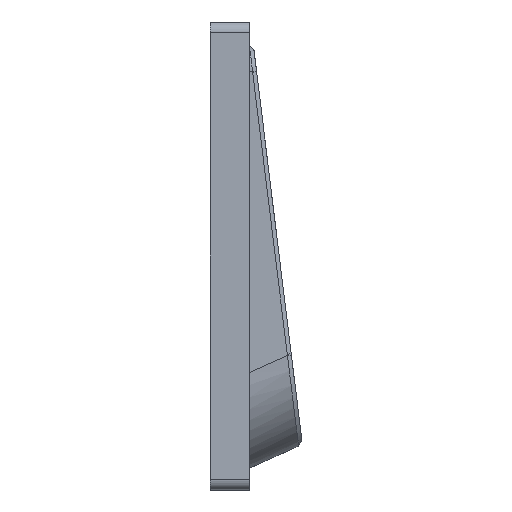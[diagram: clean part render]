
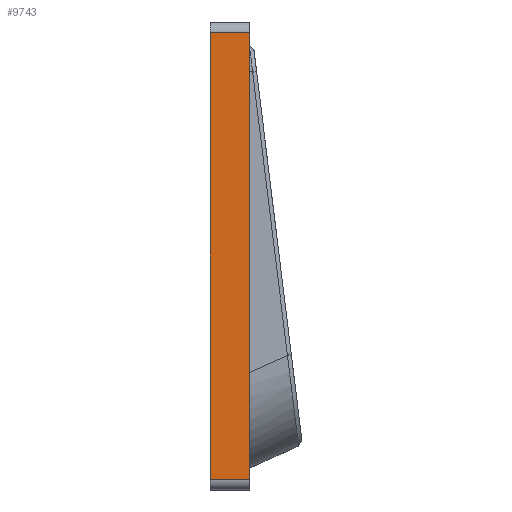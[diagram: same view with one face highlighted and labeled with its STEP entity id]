
A CAD part, left-side view. The second image highlights one B-rep face of the part: STEP entity #9743.
In plain terms, the highlighted planar face has unit normal (-1, 0, 0).
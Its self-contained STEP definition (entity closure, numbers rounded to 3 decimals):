
#212=PLANE('',#10564);
#723=FACE_OUTER_BOUND('',#1265,.T.);
#1265=EDGE_LOOP('',(#8559,#8560,#8561,#8562));
#2167=LINE('',#18042,#3031);
#2674=LINE('',#22850,#3538);
#2684=LINE('',#22879,#3548);
#2685=LINE('',#22880,#3549);
#3031=VECTOR('',#11355,10.);
#3538=VECTOR('',#12814,10.);
#3548=VECTOR('',#12852,10.);
#3549=VECTOR('',#12853,10.);
#4119=VERTEX_POINT('',#18039);
#4120=VERTEX_POINT('',#18041);
#4571=VERTEX_POINT('',#22848);
#4576=VERTEX_POINT('',#22878);
#5173=EDGE_CURVE('',#4119,#4120,#2167,.T.);
#5935=EDGE_CURVE('',#4120,#4571,#2674,.T.);
#5948=EDGE_CURVE('',#4576,#4119,#2684,.T.);
#5949=EDGE_CURVE('',#4576,#4571,#2685,.T.);
#8559=ORIENTED_EDGE('',*,*,#5173,.F.);
#8560=ORIENTED_EDGE('',*,*,#5948,.F.);
#8561=ORIENTED_EDGE('',*,*,#5949,.T.);
#8562=ORIENTED_EDGE('',*,*,#5935,.F.);
#9743=ADVANCED_FACE('',(#723),#212,.T.);
#10564=AXIS2_PLACEMENT_3D('',#22877,#12850,#12851);
#11355=DIRECTION('',(0.,0.,1.));
#12814=DIRECTION('',(0.,-1.,0.));
#12850=DIRECTION('center_axis',(-1.,0.,0.));
#12851=DIRECTION('ref_axis',(0.,0.,-1.));
#12852=DIRECTION('',(0.,1.,0.));
#12853=DIRECTION('',(0.,0.,1.));
#18039=CARTESIAN_POINT('',(-3.,-2.5,-3.5));
#18041=CARTESIAN_POINT('',(-3.,-2.5,98.75));
#18042=CARTESIAN_POINT('',(-3.,-2.5,20.813));
#22848=CARTESIAN_POINT('',(-3.,-11.5,98.75));
#22850=CARTESIAN_POINT('',(-3.,-2.5,98.75));
#22877=CARTESIAN_POINT('Origin',(-3.,-2.5,101.25));
#22878=CARTESIAN_POINT('',(-3.,-11.5,-3.5));
#22879=CARTESIAN_POINT('',(-3.,-2.5,-3.5));
#22880=CARTESIAN_POINT('',(-3.,-11.5,98.3));
